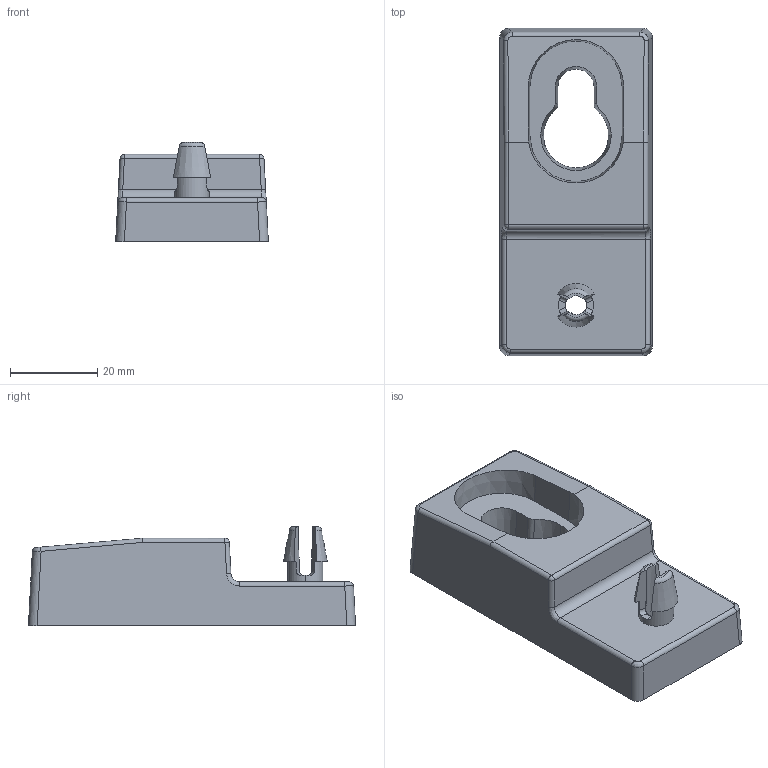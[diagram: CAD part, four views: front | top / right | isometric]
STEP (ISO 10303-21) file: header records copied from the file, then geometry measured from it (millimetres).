
FILE_DESCRIPTION (( 'STEP AP214' ), '1' );
FILE_NAME ('WMKQ10M.STEP', '2016-03-15T08:32:32', ( '' ), ( '' ), 'SwSTEP 2.0', 'SolidWorks 2015', '' );
FILE_SCHEMA (( 'AUTOMOTIVE_DESIGN' ));
Length unit declared in the file: millimetre
Products named in the file (1): WMKQ10M
Bounding box: 35 x 75 x 22.7 mm (x, y, z)
Volume: 20330.3 mm3; surface area: 13412 mm2
Topology: 1 solids, 1 shells, 88 faces, 234 edges, 150 vertices
Faces by surface type: plane 37, cylinder 22, cone 17, bspline 8, sphere 2, torus 2
Entity records: 3041 total; most frequent: CARTESIAN_POINT 928, ORIENTED_EDGE 468, DIRECTION 404, EDGE_CURVE 234, VERTEX_POINT 150, AXIS2_PLACEMENT_3D 146, LINE 112, VECTOR 112
